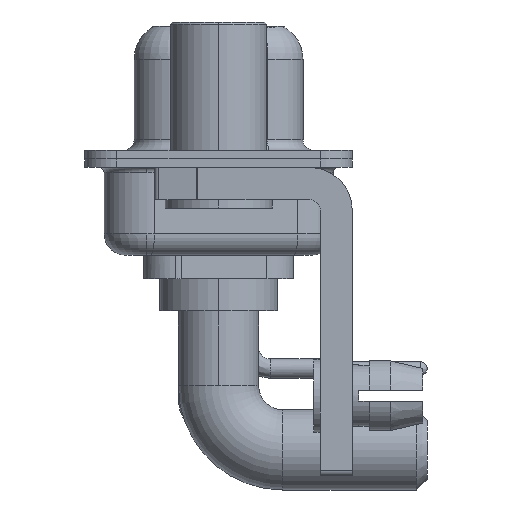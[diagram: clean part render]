
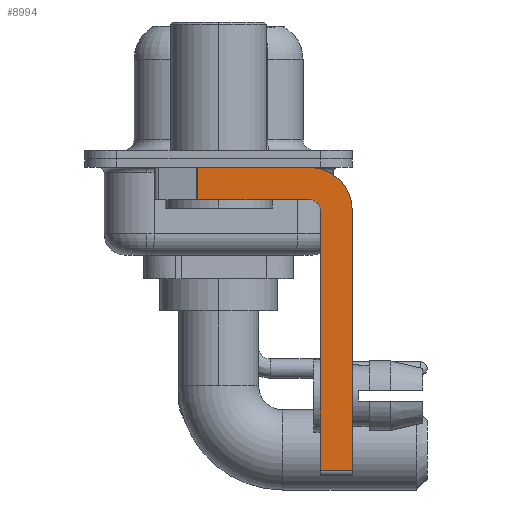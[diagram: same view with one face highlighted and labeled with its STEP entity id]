
A CAD part, left-side view. The second image highlights one B-rep face of the part: STEP entity #8994.
In plain terms, the highlighted planar face has unit normal (-1, 0, 0).
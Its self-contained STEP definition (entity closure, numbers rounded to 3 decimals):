
#990 = VERTEX_POINT ( 'NONE', #12040 ) ;
#1285 = LINE ( 'NONE', #4642, #16786 ) ;
#1523 = AXIS2_PLACEMENT_3D ( 'NONE', #1961, #14789, #13193 ) ;
#1539 = VECTOR ( 'NONE', #12434, 1000. ) ;
#1961 = CARTESIAN_POINT ( 'NONE',  ( -2.9, -4.25, -2.4 ) ) ;
#2028 = LINE ( 'NONE', #4968, #13260 ) ;
#2867 = DIRECTION ( 'NONE',  ( 0., -1., 0. ) ) ;
#2887 = CARTESIAN_POINT ( 'NONE',  ( -2.9, -4.25, -0.4 ) ) ;
#3014 = CARTESIAN_POINT ( 'NONE',  ( -2.9, 0.978, -1.9 ) ) ;
#3195 = CARTESIAN_POINT ( 'NONE',  ( -2.9, 0.978, -0.4 ) ) ;
#3215 = DIRECTION ( 'NONE',  ( 0., 1., 0. ) ) ;
#3409 = CARTESIAN_POINT ( 'NONE',  ( -2.9, -4.75, -14.55 ) ) ;
#4507 = EDGE_CURVE ( 'NONE', #11805, #16217, #20658, .T. ) ;
#4642 = CARTESIAN_POINT ( 'NONE',  ( -2.9, 0.978, -1.9 ) ) ;
#4731 = CARTESIAN_POINT ( 'NONE',  ( -2.9, -4.25, -2.4 ) ) ;
#4746 = DIRECTION ( 'NONE',  ( 0., 0., -1. ) ) ;
#4782 = LINE ( 'NONE', #7052, #14204 ) ;
#4879 = ORIENTED_EDGE ( 'NONE', *, *, #5996, .F. ) ;
#4968 = CARTESIAN_POINT ( 'NONE',  ( -2.9, -4.75, -14.8 ) ) ;
#5952 = ORIENTED_EDGE ( 'NONE', *, *, #9235, .F. ) ;
#5996 = EDGE_CURVE ( 'NONE', #6708, #8777, #4782, .T. ) ;
#6708 = VERTEX_POINT ( 'NONE', #7538 ) ;
#7052 = CARTESIAN_POINT ( 'NONE',  ( -2.9, -4.25, -1.9 ) ) ;
#7401 = DIRECTION ( 'NONE',  ( 0., -1., 0. ) ) ;
#7538 = CARTESIAN_POINT ( 'NONE',  ( -2.9, -4.25, -1.9 ) ) ;
#8112 = VERTEX_POINT ( 'NONE', #3409 ) ;
#8656 = VERTEX_POINT ( 'NONE', #20510 ) ;
#8777 = VERTEX_POINT ( 'NONE', #3014 ) ;
#8994 = ADVANCED_FACE ( 'NONE', ( #9919 ), #16369, .F. ) ;
#9235 = EDGE_CURVE ( 'NONE', #8656, #990, #12641, .T. ) ;
#9374 = CARTESIAN_POINT ( 'NONE',  ( -2.9, -4.25, -14.55 ) ) ;
#9409 = DIRECTION ( 'NONE',  ( 1., 0., 0. ) ) ;
#9704 = EDGE_CURVE ( 'NONE', #11805, #8777, #1285, .T. ) ;
#9919 = FACE_OUTER_BOUND ( 'NONE', #14039, .T. ) ;
#9953 = ORIENTED_EDGE ( 'NONE', *, *, #9704, .T. ) ;
#10689 = ORIENTED_EDGE ( 'NONE', *, *, #19466, .F. ) ;
#10992 = CARTESIAN_POINT ( 'NONE',  ( -2.9, -4.25, -2.4 ) ) ;
#11111 = VECTOR ( 'NONE', #2867, 1000. ) ;
#11366 = DIRECTION ( 'NONE',  ( 0., 0., 1. ) ) ;
#11805 = VERTEX_POINT ( 'NONE', #3195 ) ;
#12040 = CARTESIAN_POINT ( 'NONE',  ( -2.9, -6.25, -14.55 ) ) ;
#12085 = ORIENTED_EDGE ( 'NONE', *, *, #20072, .F. ) ;
#12434 = DIRECTION ( 'NONE',  ( 0., 0., -1. ) ) ;
#12588 = AXIS2_PLACEMENT_3D ( 'NONE', #4731, #14613, #16099 ) ;
#12641 = LINE ( 'NONE', #14026, #1539 ) ;
#13193 = DIRECTION ( 'NONE',  ( 0., 0., -1. ) ) ;
#13260 = VECTOR ( 'NONE', #11366, 1000. ) ;
#13340 = ORIENTED_EDGE ( 'NONE', *, *, #16207, .T. ) ;
#14026 = CARTESIAN_POINT ( 'NONE',  ( -2.9, -6.25, -2.4 ) ) ;
#14039 = EDGE_LOOP ( 'NONE', ( #15853, #9953, #4879, #12085, #10689, #13340, #5952, #17726 ) ) ;
#14204 = VECTOR ( 'NONE', #3215, 1000. ) ;
#14587 = AXIS2_PLACEMENT_3D ( 'NONE', #10992, #9409, #14668 ) ;
#14613 = DIRECTION ( 'NONE',  ( -1., 0., 0. ) ) ;
#14668 = DIRECTION ( 'NONE',  ( 0., 0., -1. ) ) ;
#14789 = DIRECTION ( 'NONE',  ( 1., 0., 0. ) ) ;
#15412 = LINE ( 'NONE', #9374, #17929 ) ;
#15853 = ORIENTED_EDGE ( 'NONE', *, *, #4507, .F. ) ;
#16099 = DIRECTION ( 'NONE',  ( 0., 0., 1. ) ) ;
#16207 = EDGE_CURVE ( 'NONE', #8112, #990, #15412, .T. ) ;
#16217 = VERTEX_POINT ( 'NONE', #2887 ) ;
#16369 = PLANE ( 'NONE',  #1523 ) ;
#16786 = VECTOR ( 'NONE', #4746, 1000. ) ;
#17069 = VERTEX_POINT ( 'NONE', #18820 ) ;
#17284 = CIRCLE ( 'NONE', #14587, 2. ) ;
#17495 = CARTESIAN_POINT ( 'NONE',  ( -2.9, 3., -0.4 ) ) ;
#17726 = ORIENTED_EDGE ( 'NONE', *, *, #18979, .F. ) ;
#17929 = VECTOR ( 'NONE', #7401, 1000. ) ;
#18681 = CIRCLE ( 'NONE', #12588, 0.5 ) ;
#18820 = CARTESIAN_POINT ( 'NONE',  ( -2.9, -4.75, -2.4 ) ) ;
#18979 = EDGE_CURVE ( 'NONE', #16217, #8656, #17284, .T. ) ;
#19466 = EDGE_CURVE ( 'NONE', #8112, #17069, #2028, .T. ) ;
#20072 = EDGE_CURVE ( 'NONE', #17069, #6708, #18681, .T. ) ;
#20510 = CARTESIAN_POINT ( 'NONE',  ( -2.9, -6.25, -2.4 ) ) ;
#20658 = LINE ( 'NONE', #17495, #11111 ) ;
